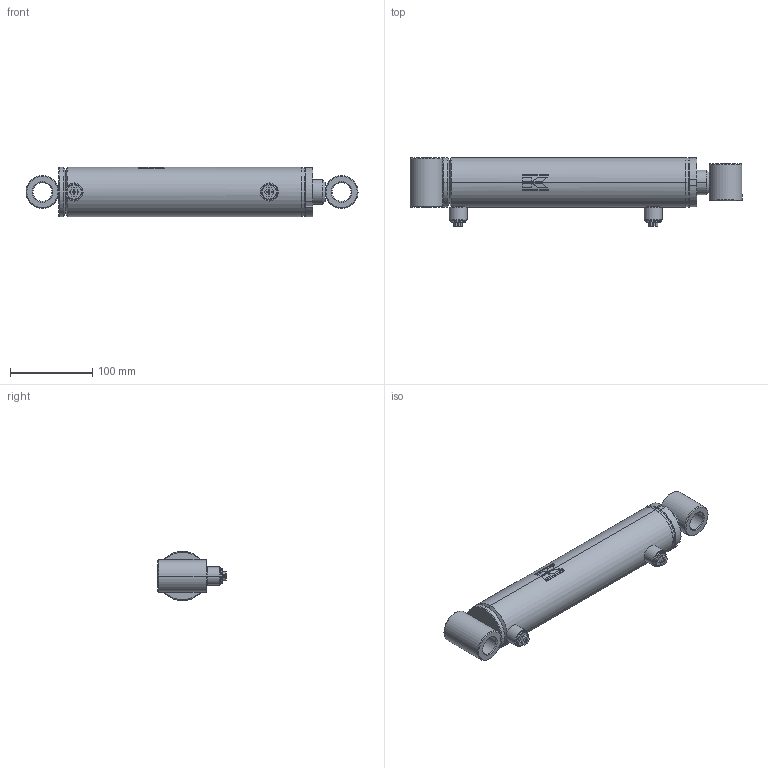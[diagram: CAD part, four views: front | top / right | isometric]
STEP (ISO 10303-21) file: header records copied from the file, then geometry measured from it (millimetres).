
FILE_DESCRIPTION (( 'STEP AP214' ), '1' );
FILE_NAME ('CFGCY0064826-Cylinder.step', '2024-06-07T11:12:10', ( 'Kramp IT' ), ( 'Kramp' ), 'SwSTEP 2.0', 'SolidWorks 2021', '' );
FILE_SCHEMA (( 'AUTOMOTIVE_DESIGN' ));
Length unit declared in the file: millimetre
Products named in the file (20): Tube-WA_Simplified; DS2905004VM_Simplified; Rod-WA_Simplified; DC3905001; CFGCY0064826-Cylinder; BUSH-EC; BUSHVM-RD; BUSHVM-EC; Tube-MA_Simplified; SP04M; BUSH-RD; LSN04E; Rod_Simplified; DS2905013030VM_Simplified; DS2905015; Tube_Simplified; DS2905004_Simplified; DS2905013030_Simplified; MATE-AID
Assembly tree (20 placements, depth 4):
  CFGCY0064826-Cylinder
    Tube-WA_Simplified
      Tube-MA_Simplified
        Tube_Simplified
        LSN04E
      LSN04E
      DC3905001
        DC3905001
      BUSHVM-EC
        BUSH-EC
    Rod-WA_Simplified
      Rod_Simplified
      BUSHVM-RD
        BUSH-RD
    DS2905013030VM_Simplified
      DS2905013030_Simplified
    DS2905004VM_Simplified
      DS2905004_Simplified
    DS2905015
    SP04M  x2
  MATE-AID
Bounding box: 404 x 83.5 x 60 mm (x, y, z)
Volume: 722274.9 mm3; surface area: 200098.6 mm2
Topology: 12 solids, 12 shells, 346 faces, 764 edges, 480 vertices
Faces by surface type: plane 135, cylinder 113, cone 70, torus 24, bspline 4
Entity records: 9311 total; most frequent: CARTESIAN_POINT 1557, DIRECTION 1404, ORIENTED_EDGE 1144, EDGE_CURVE 572, AXIS2_PLACEMENT_3D 565, VERTEX_POINT 358, EDGE_LOOP 310, VECTOR 274
